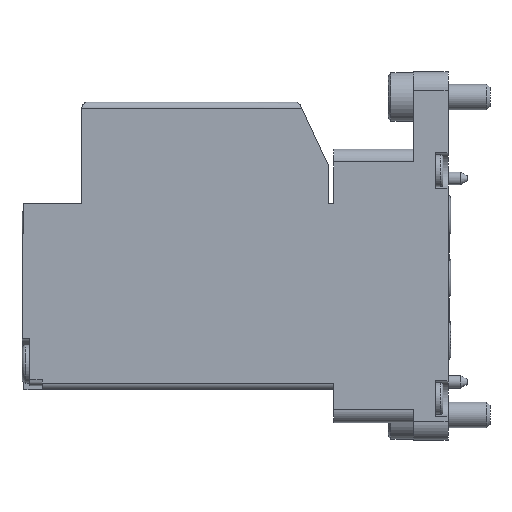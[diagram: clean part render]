
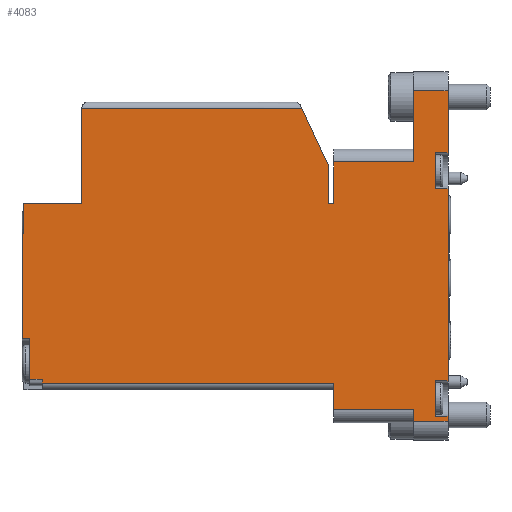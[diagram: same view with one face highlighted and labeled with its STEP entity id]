
A CAD part, left-side view. The second image highlights one B-rep face of the part: STEP entity #4083.
In plain terms, the highlighted planar face has unit normal (-1, 0, 0).
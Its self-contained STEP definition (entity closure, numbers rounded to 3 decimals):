
#389=ORIENTED_EDGE('',*,*,#1562,.F.);
#390=ORIENTED_EDGE('',*,*,#1563,.T.);
#391=ORIENTED_EDGE('',*,*,#1564,.T.);
#392=ORIENTED_EDGE('',*,*,#1533,.T.);
#393=ORIENTED_EDGE('',*,*,#1565,.F.);
#394=ORIENTED_EDGE('',*,*,#1566,.T.);
#395=ORIENTED_EDGE('',*,*,#1567,.T.);
#396=ORIENTED_EDGE('',*,*,#1529,.T.);
#397=ORIENTED_EDGE('',*,*,#1568,.F.);
#398=ORIENTED_EDGE('',*,*,#1569,.F.);
#399=ORIENTED_EDGE('',*,*,#1570,.F.);
#400=ORIENTED_EDGE('',*,*,#1571,.F.);
#401=ORIENTED_EDGE('',*,*,#1572,.F.);
#402=ORIENTED_EDGE('',*,*,#1573,.F.);
#403=ORIENTED_EDGE('',*,*,#1574,.F.);
#404=ORIENTED_EDGE('',*,*,#1575,.T.);
#405=ORIENTED_EDGE('',*,*,#1478,.F.);
#406=ORIENTED_EDGE('',*,*,#1576,.F.);
#407=ORIENTED_EDGE('',*,*,#1577,.F.);
#408=ORIENTED_EDGE('',*,*,#1578,.F.);
#409=ORIENTED_EDGE('',*,*,#1579,.F.);
#410=ORIENTED_EDGE('',*,*,#1580,.T.);
#411=ORIENTED_EDGE('',*,*,#1581,.F.);
#412=ORIENTED_EDGE('',*,*,#1582,.T.);
#413=ORIENTED_EDGE('',*,*,#1583,.F.);
#414=ORIENTED_EDGE('',*,*,#1584,.F.);
#415=ORIENTED_EDGE('',*,*,#1585,.F.);
#416=ORIENTED_EDGE('',*,*,#1586,.T.);
#417=ORIENTED_EDGE('',*,*,#1587,.F.);
#418=ORIENTED_EDGE('',*,*,#1588,.T.);
#419=ORIENTED_EDGE('',*,*,#1513,.T.);
#1478=EDGE_CURVE('',#2071,#2072,#2476,.T.);
#1513=EDGE_CURVE('',#2096,#2095,#2506,.T.);
#1529=EDGE_CURVE('',#2112,#2111,#2516,.T.);
#1533=EDGE_CURVE('',#2116,#2115,#2519,.T.);
#1562=EDGE_CURVE('',#2144,#2095,#2529,.T.);
#1563=EDGE_CURVE('',#2144,#2145,#2530,.T.);
#1564=EDGE_CURVE('',#2145,#2116,#2531,.T.);
#1565=EDGE_CURVE('',#2146,#2115,#2532,.T.);
#1566=EDGE_CURVE('',#2146,#2147,#2533,.T.);
#1567=EDGE_CURVE('',#2147,#2112,#2534,.T.);
#1568=EDGE_CURVE('',#2148,#2111,#2535,.T.);
#1569=EDGE_CURVE('',#2149,#2148,#2536,.T.);
#1570=EDGE_CURVE('',#2150,#2149,#2537,.T.);
#1571=EDGE_CURVE('',#2151,#2150,#2538,.T.);
#1572=EDGE_CURVE('',#2152,#2151,#2539,.T.);
#1573=EDGE_CURVE('',#2153,#2152,#2540,.T.);
#1574=EDGE_CURVE('',#2154,#2153,#2541,.T.);
#1575=EDGE_CURVE('',#2154,#2072,#2542,.T.);
#1576=EDGE_CURVE('',#2155,#2071,#2543,.T.);
#1577=EDGE_CURVE('',#2156,#2155,#2544,.T.);
#1578=EDGE_CURVE('',#2157,#2156,#2545,.T.);
#1579=EDGE_CURVE('',#2158,#2157,#2546,.T.);
#1580=EDGE_CURVE('',#2158,#2159,#2547,.T.);
#1581=EDGE_CURVE('',#2160,#2159,#2548,.T.);
#1582=EDGE_CURVE('',#2160,#2161,#2549,.T.);
#1583=EDGE_CURVE('',#2162,#2161,#2550,.T.);
#1584=EDGE_CURVE('',#2163,#2162,#2551,.T.);
#1585=EDGE_CURVE('',#2164,#2163,#2552,.T.);
#1586=EDGE_CURVE('',#2164,#2165,#2553,.T.);
#1587=EDGE_CURVE('',#2166,#2165,#2554,.T.);
#1588=EDGE_CURVE('',#2166,#2096,#2555,.T.);
#2071=VERTEX_POINT('',#6025);
#2072=VERTEX_POINT('',#6027);
#2095=VERTEX_POINT('',#6091);
#2096=VERTEX_POINT('',#6093);
#2111=VERTEX_POINT('',#6123);
#2112=VERTEX_POINT('',#6125);
#2115=VERTEX_POINT('',#6131);
#2116=VERTEX_POINT('',#6133);
#2144=VERTEX_POINT('',#6191);
#2145=VERTEX_POINT('',#6193);
#2146=VERTEX_POINT('',#6196);
#2147=VERTEX_POINT('',#6198);
#2148=VERTEX_POINT('',#6201);
#2149=VERTEX_POINT('',#6203);
#2150=VERTEX_POINT('',#6205);
#2151=VERTEX_POINT('',#6207);
#2152=VERTEX_POINT('',#6209);
#2153=VERTEX_POINT('',#6211);
#2154=VERTEX_POINT('',#6213);
#2155=VERTEX_POINT('',#6216);
#2156=VERTEX_POINT('',#6218);
#2157=VERTEX_POINT('',#6220);
#2158=VERTEX_POINT('',#6222);
#2159=VERTEX_POINT('',#6224);
#2160=VERTEX_POINT('',#6226);
#2161=VERTEX_POINT('',#6228);
#2162=VERTEX_POINT('',#6230);
#2163=VERTEX_POINT('',#6232);
#2164=VERTEX_POINT('',#6234);
#2165=VERTEX_POINT('',#6236);
#2166=VERTEX_POINT('',#6238);
#2476=LINE('',#6026,#2908);
#2506=LINE('',#6092,#2938);
#2516=LINE('',#6124,#2948);
#2519=LINE('',#6132,#2951);
#2529=LINE('',#6190,#2961);
#2530=LINE('',#6192,#2962);
#2531=LINE('',#6194,#2963);
#2532=LINE('',#6195,#2964);
#2533=LINE('',#6197,#2965);
#2534=LINE('',#6199,#2966);
#2535=LINE('',#6200,#2967);
#2536=LINE('',#6202,#2968);
#2537=LINE('',#6204,#2969);
#2538=LINE('',#6206,#2970);
#2539=LINE('',#6208,#2971);
#2540=LINE('',#6210,#2972);
#2541=LINE('',#6212,#2973);
#2542=LINE('',#6214,#2974);
#2543=LINE('',#6215,#2975);
#2544=LINE('',#6217,#2976);
#2545=LINE('',#6219,#2977);
#2546=LINE('',#6221,#2978);
#2547=LINE('',#6223,#2979);
#2548=LINE('',#6225,#2980);
#2549=LINE('',#6227,#2981);
#2550=LINE('',#6229,#2982);
#2551=LINE('',#6231,#2983);
#2552=LINE('',#6233,#2984);
#2553=LINE('',#6235,#2985);
#2554=LINE('',#6237,#2986);
#2555=LINE('',#6239,#2987);
#2908=VECTOR('',#4767,1000.);
#2938=VECTOR('',#4821,1000.);
#2948=VECTOR('',#4843,1000.);
#2951=VECTOR('',#4848,1000.);
#2961=VECTOR('',#4898,1000.);
#2962=VECTOR('',#4899,1000.);
#2963=VECTOR('',#4900,1000.);
#2964=VECTOR('',#4901,1000.);
#2965=VECTOR('',#4902,1000.);
#2966=VECTOR('',#4903,1000.);
#2967=VECTOR('',#4904,1000.);
#2968=VECTOR('',#4905,1000.);
#2969=VECTOR('',#4906,1000.);
#2970=VECTOR('',#4907,1000.);
#2971=VECTOR('',#4908,1000.);
#2972=VECTOR('',#4909,1000.);
#2973=VECTOR('',#4910,1000.);
#2974=VECTOR('',#4911,1000.);
#2975=VECTOR('',#4912,1000.);
#2976=VECTOR('',#4913,1000.);
#2977=VECTOR('',#4914,1000.);
#2978=VECTOR('',#4915,1000.);
#2979=VECTOR('',#4916,1000.);
#2980=VECTOR('',#4917,1000.);
#2981=VECTOR('',#4918,1000.);
#2982=VECTOR('',#4919,1000.);
#2983=VECTOR('',#4920,1000.);
#2984=VECTOR('',#4921,1000.);
#2985=VECTOR('',#4922,1000.);
#2986=VECTOR('',#4923,1000.);
#2987=VECTOR('',#4924,1000.);
#3327=EDGE_LOOP('',(#389,#390,#391,#392,#393,#394,#395,#396,#397,#398,#399,
#400,#401,#402,#403,#404,#405,#406,#407,#408,#409,#410,#411,#412,#413,#414,
#415,#416,#417,#418,#419));
#3627=FACE_BOUND('',#3327,.T.);
#3917=PLANE('',#4372);
#4083=ADVANCED_FACE('',(#3627),#3917,.F.);
#4372=AXIS2_PLACEMENT_3D('',#6189,#4896,#4897);
#4767=DIRECTION('',(0.,0.,1.));
#4821=DIRECTION('',(0.,0.,1.));
#4843=DIRECTION('',(0.,0.,1.));
#4848=DIRECTION('',(0.,0.,1.));
#4896=DIRECTION('',(1.,0.,0.));
#4897=DIRECTION('',(0.,0.,-1.));
#4898=DIRECTION('',(0.,-1.,0.));
#4899=DIRECTION('',(0.,0.,1.));
#4900=DIRECTION('',(0.,-1.,0.));
#4901=DIRECTION('',(0.,-1.,0.));
#4902=DIRECTION('',(0.,0.,1.));
#4903=DIRECTION('',(0.,-1.,0.));
#4904=DIRECTION('',(0.,-1.,0.));
#4905=DIRECTION('',(0.,0.,1.));
#4906=DIRECTION('',(0.,-1.,0.));
#4907=DIRECTION('',(0.,0.,1.));
#4908=DIRECTION('',(0.,-1.,0.));
#4909=DIRECTION('',(0.,0.,-1.));
#4910=DIRECTION('',(0.,-0.423,-0.906));
#4911=DIRECTION('',(0.,1.,0.));
#4912=DIRECTION('',(0.,-1.,0.));
#4913=DIRECTION('',(0.,0.,1.));
#4914=DIRECTION('',(0.,-1.,0.));
#4915=DIRECTION('',(0.,0.,1.));
#4916=DIRECTION('',(0.,-1.,0.));
#4917=DIRECTION('',(0.,0.,1.));
#4918=DIRECTION('',(0.,-1.,0.));
#4919=DIRECTION('',(0.,0.,1.));
#4920=DIRECTION('',(0.,1.,0.));
#4921=DIRECTION('',(0.,0.,1.));
#4922=DIRECTION('',(0.,-1.,0.));
#4923=DIRECTION('',(0.,0.,1.));
#4924=DIRECTION('',(0.,-1.,0.));
#6025=CARTESIAN_POINT('',(-5.,28.8,4.1));
#6026=CARTESIAN_POINT('',(-5.,28.8,4.1));
#6027=CARTESIAN_POINT('',(-5.,28.8,11.6));
#6091=CARTESIAN_POINT('',(-5.,0.,-12.6));
#6092=CARTESIAN_POINT('',(-5.,0.,-14.5));
#6093=CARTESIAN_POINT('',(-5.,0.,-13.));
#6123=CARTESIAN_POINT('',(-5.,0.,13.));
#6124=CARTESIAN_POINT('',(-5.,0.,-14.5));
#6125=CARTESIAN_POINT('',(-5.,0.,8.1));
#6131=CARTESIAN_POINT('',(-5.,0.,5.3));
#6132=CARTESIAN_POINT('',(-5.,0.,-14.5));
#6133=CARTESIAN_POINT('',(-5.,0.,-9.8));
#6189=CARTESIAN_POINT('',(-5.,2.7,-14.5));
#6190=CARTESIAN_POINT('',(-5.,1.,-12.6));
#6191=CARTESIAN_POINT('',(-5.,1.,-12.6));
#6192=CARTESIAN_POINT('',(-5.,1.,-12.6));
#6193=CARTESIAN_POINT('',(-5.,1.,-9.8));
#6194=CARTESIAN_POINT('',(-5.,1.,-9.8));
#6195=CARTESIAN_POINT('',(-5.,1.,5.3));
#6196=CARTESIAN_POINT('',(-5.,1.,5.3));
#6197=CARTESIAN_POINT('',(-5.,1.,5.3));
#6198=CARTESIAN_POINT('',(-5.,1.,8.1));
#6199=CARTESIAN_POINT('',(-5.,1.,8.1));
#6200=CARTESIAN_POINT('',(-5.,2.7,13.));
#6201=CARTESIAN_POINT('',(-5.,2.7,13.));
#6202=CARTESIAN_POINT('',(-5.,2.7,-14.5));
#6203=CARTESIAN_POINT('',(-5.,2.7,7.4));
#6204=CARTESIAN_POINT('',(-5.,9.,7.4));
#6205=CARTESIAN_POINT('',(-5.,9.,7.4));
#6206=CARTESIAN_POINT('',(-5.,9.,-14.1));
#6207=CARTESIAN_POINT('',(-5.,9.,4.1));
#6208=CARTESIAN_POINT('',(-5.,9.4,4.1));
#6209=CARTESIAN_POINT('',(-5.,9.4,4.1));
#6210=CARTESIAN_POINT('',(-5.,9.4,7.1));
#6211=CARTESIAN_POINT('',(-5.,9.4,7.1));
#6212=CARTESIAN_POINT('',(-5.,11.732,12.1));
#6213=CARTESIAN_POINT('',(-5.,11.498,11.6));
#6214=CARTESIAN_POINT('',(-5.,9.,11.6));
#6215=CARTESIAN_POINT('',(-5.,33.35,4.1));
#6216=CARTESIAN_POINT('',(-5.,33.35,4.1));
#6217=CARTESIAN_POINT('',(-5.,33.35,1.8));
#6218=CARTESIAN_POINT('',(-5.,33.35,1.8));
#6219=CARTESIAN_POINT('',(-5.,33.5,1.8));
#6220=CARTESIAN_POINT('',(-5.,33.5,1.8));
#6221=CARTESIAN_POINT('',(-5.,33.5,-8.2));
#6222=CARTESIAN_POINT('',(-5.,33.5,-6.5));
#6223=CARTESIAN_POINT('',(-5.,33.5,-6.5));
#6224=CARTESIAN_POINT('',(-5.,32.9,-6.5));
#6225=CARTESIAN_POINT('',(-5.,32.9,-9.7));
#6226=CARTESIAN_POINT('',(-5.,32.9,-9.7));
#6227=CARTESIAN_POINT('',(-5.,32.9,-9.7));
#6228=CARTESIAN_POINT('',(-5.,31.9,-9.7));
#6229=CARTESIAN_POINT('',(-5.,31.9,-10.5));
#6230=CARTESIAN_POINT('',(-5.,31.9,-10.));
#6231=CARTESIAN_POINT('',(-5.,9.,-10.));
#6232=CARTESIAN_POINT('',(-5.,9.,-10.));
#6233=CARTESIAN_POINT('',(-5.,9.,-14.1));
#6234=CARTESIAN_POINT('',(-5.,9.,-12.1));
#6235=CARTESIAN_POINT('',(-5.,9.,-12.1));
#6236=CARTESIAN_POINT('',(-5.,2.7,-12.1));
#6237=CARTESIAN_POINT('',(-5.,2.7,-14.5));
#6238=CARTESIAN_POINT('',(-5.,2.7,-13.));
#6239=CARTESIAN_POINT('',(-5.,2.7,-13.));
